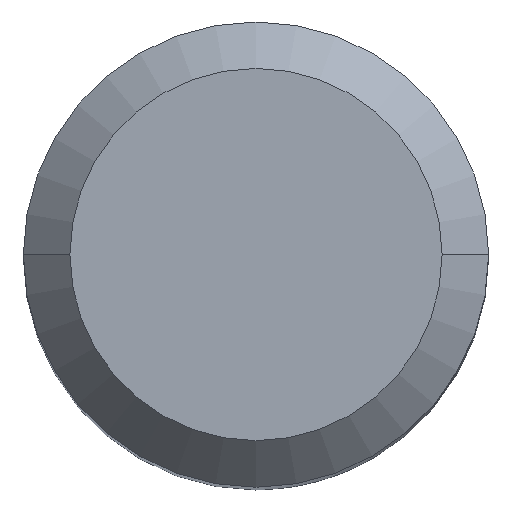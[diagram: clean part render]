
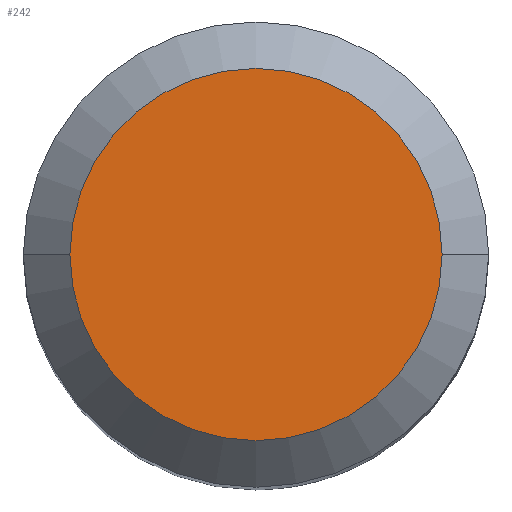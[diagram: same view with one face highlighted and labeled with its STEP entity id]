
A CAD part, top view. The second image highlights one B-rep face of the part: STEP entity #242.
In plain terms, the highlighted planar face has unit normal (0, 0, 1).
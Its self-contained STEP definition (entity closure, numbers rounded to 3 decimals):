
#109=CARTESIAN_POINT('',(0.,0.,70.));
#110=DIRECTION('',(0.,0.,1.));
#111=DIRECTION('',(1.,0.,0.));
#112=AXIS2_PLACEMENT_3D('',#109,#110,#111);
#114=CARTESIAN_POINT('',(0.,0.,70.));
#115=DIRECTION('',(0.,0.,1.));
#116=DIRECTION('',(-1.,0.,0.));
#117=AXIS2_PLACEMENT_3D('',#114,#115,#116);
#131=CARTESIAN_POINT('',(8.,0.,70.));
#132=CARTESIAN_POINT('',(-8.,0.,70.));
#133=VERTEX_POINT('',#131);
#134=VERTEX_POINT('',#132);
#232=CARTESIAN_POINT('',(0.,0.,70.));
#233=DIRECTION('',(0.,0.,1.));
#234=DIRECTION('',(1.,0.,0.));
#235=AXIS2_PLACEMENT_3D('',#232,#233,#234);
#236=PLANE('',#235);
#238=ORIENTED_EDGE('',*,*,#237,.F.);
#239=ORIENTED_EDGE('',*,*,#222,.F.);
#240=EDGE_LOOP('',(#238,#239));
#241=FACE_OUTER_BOUND('',#240,.F.);
#242=ADVANCED_FACE('',(#241),#236,.T.);
#113=CIRCLE('',#112,8.);
#118=CIRCLE('',#117,8.);
#222=EDGE_CURVE('',#134,#133,#118,.T.);
#237=EDGE_CURVE('',#133,#134,#113,.T.);
